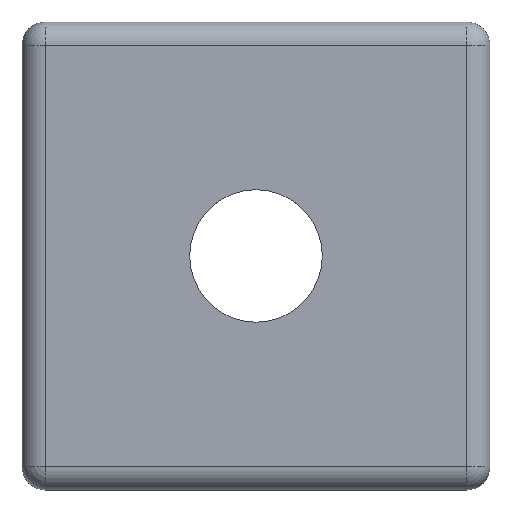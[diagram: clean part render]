
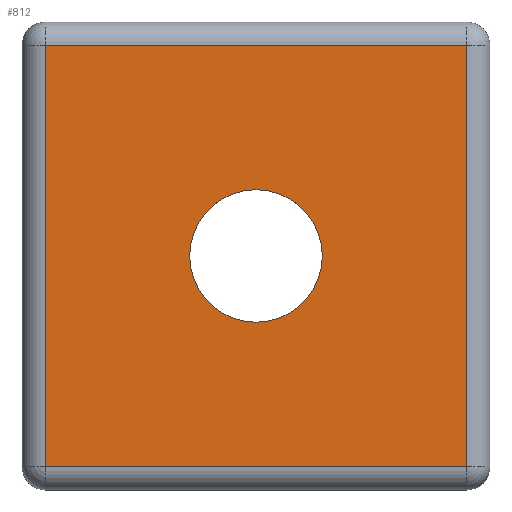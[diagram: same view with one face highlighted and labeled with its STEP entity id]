
A CAD part, top view. The second image highlights one B-rep face of the part: STEP entity #812.
In plain terms, the highlighted planar face has unit normal (0, 0, 1).
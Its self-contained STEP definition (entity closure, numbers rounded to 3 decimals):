
#434=CIRCLE('',#784,8.5);
#490=ORIENTED_EDGE('',*,*,#606,.T.);
#491=ORIENTED_EDGE('',*,*,#591,.T.);
#492=ORIENTED_EDGE('',*,*,#595,.T.);
#493=ORIENTED_EDGE('',*,*,#608,.T.);
#494=ORIENTED_EDGE('',*,*,#609,.F.);
#520=VECTOR('',#692,1.);
#521=VECTOR('',#703,1.);
#529=VECTOR('',#729,1.);
#530=VECTOR('',#734,1.);
#540=LINE('',#857,#520);
#541=LINE('',#866,#521);
#549=LINE('',#887,#529);
#550=LINE('',#890,#530);
#564=VERTEX_POINT('',#851);
#565=VERTEX_POINT('',#855);
#567=VERTEX_POINT('',#863);
#572=VERTEX_POINT('',#886);
#573=VERTEX_POINT('',#891);
#591=EDGE_CURVE('',#564,#565,#540,.T.);
#595=EDGE_CURVE('',#565,#567,#541,.T.);
#606=EDGE_CURVE('',#572,#564,#549,.T.);
#608=EDGE_CURVE('',#567,#572,#550,.T.);
#609=EDGE_CURVE('',#573,#573,#434,.T.);
#626=EDGE_LOOP('',(#490,#491,#492,#493));
#627=EDGE_LOOP('',(#494));
#648=FACE_BOUND('',#626,.T.);
#649=FACE_BOUND('',#627,.T.);
#692=DIRECTION('',(54.,0.,0.));
#703=DIRECTION('',(0.,54.,0.));
#729=DIRECTION('',(0.,-54.,0.));
#732=DIRECTION('',(0.,0.,1.));
#733=DIRECTION('',(0.,-1.,0.));
#734=DIRECTION('',(-54.,0.,0.));
#735=DIRECTION('',(0.,0.,1.));
#736=DIRECTION('',(0.,8.5,0.));
#783=AXIS2_PLACEMENT_3D('',#889,#732,#733);
#784=AXIS2_PLACEMENT_3D('',#892,#735,#736);
#797=PLANE('',#783);
#812=ADVANCED_FACE('',(#648,#649),#797,.T.);
#851=CARTESIAN_POINT('',(-49.646,-36.171,4.));
#855=CARTESIAN_POINT('',(4.354,-36.171,4.));
#857=CARTESIAN_POINT('',(-49.646,-36.171,4.));
#863=CARTESIAN_POINT('',(4.354,17.829,4.));
#866=CARTESIAN_POINT('',(4.354,-36.171,4.));
#886=CARTESIAN_POINT('',(-49.646,17.829,4.));
#887=CARTESIAN_POINT('',(-49.646,17.829,4.));
#889=CARTESIAN_POINT('',(-49.646,17.829,4.));
#890=CARTESIAN_POINT('',(4.354,17.829,4.));
#891=CARTESIAN_POINT('',(-22.646,-0.671,4.));
#892=CARTESIAN_POINT('',(-22.646,-9.171,4.));
